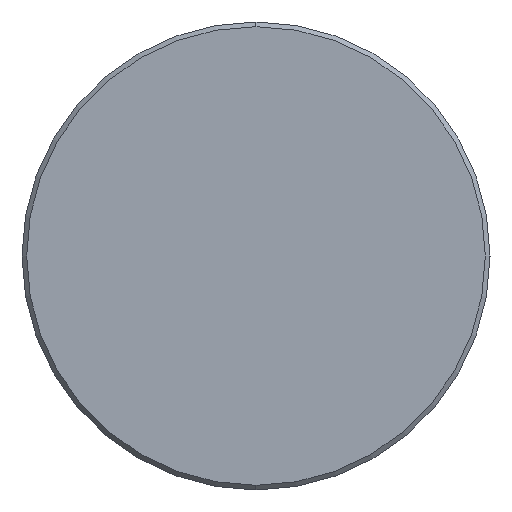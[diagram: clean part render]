
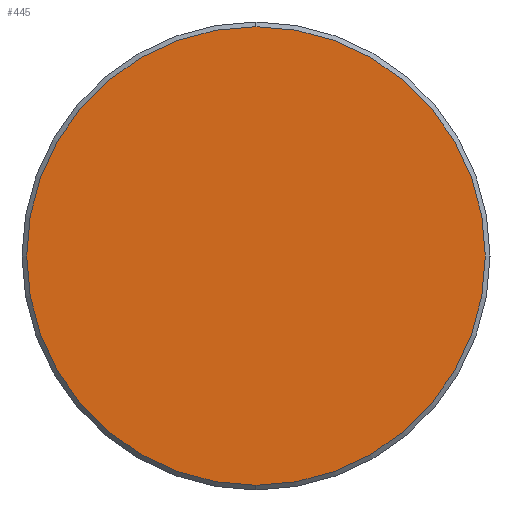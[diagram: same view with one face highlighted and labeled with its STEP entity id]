
A CAD part, left-side view. The second image highlights one B-rep face of the part: STEP entity #445.
In plain terms, the highlighted planar face has unit normal (-1, 0, 0).
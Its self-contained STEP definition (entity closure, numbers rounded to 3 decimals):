
#9 = AXIS2_PLACEMENT_3D ( 'NONE', #326, #245, #282 ) ;
#20 = CARTESIAN_POINT ( 'NONE',  ( 0., 0., 14.7 ) ) ;
#23 = FACE_OUTER_BOUND ( 'NONE', #97, .T. ) ;
#48 = ORIENTED_EDGE ( 'NONE', *, *, #219, .T. ) ;
#97 = EDGE_LOOP ( 'NONE', ( #286, #48 ) ) ;
#128 = DIRECTION ( 'NONE',  ( 0., 0., 1. ) ) ;
#169 = AXIS2_PLACEMENT_3D ( 'NONE', #266, #420, #303 ) ;
#219 = EDGE_CURVE ( 'NONE', #260, #357, #355, .T. ) ;
#245 = DIRECTION ( 'NONE',  ( 1., 0., 0. ) ) ;
#260 = VERTEX_POINT ( 'NONE', #20 ) ;
#266 = CARTESIAN_POINT ( 'NONE',  ( 0., 0., 0. ) ) ;
#282 = DIRECTION ( 'NONE',  ( 0., 0., -1. ) ) ;
#286 = ORIENTED_EDGE ( 'NONE', *, *, #466, .T. ) ;
#303 = DIRECTION ( 'NONE',  ( 0., 0., 1. ) ) ;
#309 = CARTESIAN_POINT ( 'NONE',  ( 0., 0., 0. ) ) ;
#311 = DIRECTION ( 'NONE',  ( -1., 0., 0. ) ) ;
#326 = CARTESIAN_POINT ( 'NONE',  ( 0., 0., 0. ) ) ;
#334 = CIRCLE ( 'NONE', #371, 14.7 ) ;
#355 = CIRCLE ( 'NONE', #169, 14.7 ) ;
#357 = VERTEX_POINT ( 'NONE', #470 ) ;
#371 = AXIS2_PLACEMENT_3D ( 'NONE', #309, #311, #128 ) ;
#420 = DIRECTION ( 'NONE',  ( -1., 0., 0. ) ) ;
#445 = ADVANCED_FACE ( 'NONE', ( #23 ), #483, .F. ) ;
#466 = EDGE_CURVE ( 'NONE', #357, #260, #334, .T. ) ;
#470 = CARTESIAN_POINT ( 'NONE',  ( 0., 0., -14.7 ) ) ;
#483 = PLANE ( 'NONE',  #9 ) ;
